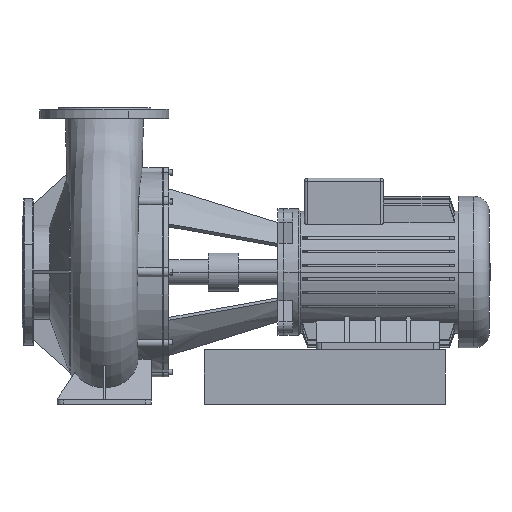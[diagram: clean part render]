
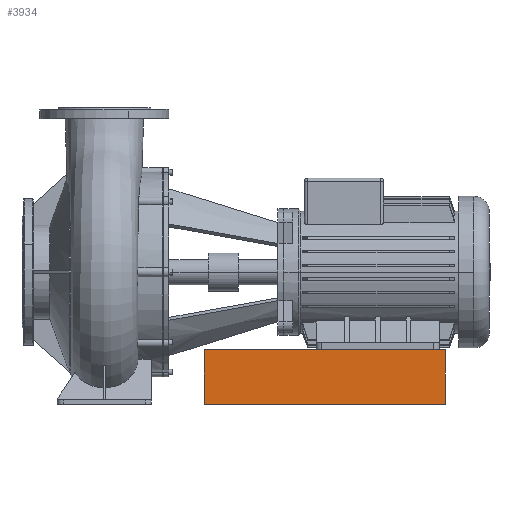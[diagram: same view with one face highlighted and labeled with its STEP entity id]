
A CAD part, front view. The second image highlights one B-rep face of the part: STEP entity #3934.
In plain terms, the highlighted free-form (B-spline) face has degree [1, 1] with [2, 2] control points.
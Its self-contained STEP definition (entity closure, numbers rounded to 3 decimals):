
#3816=CARTESIAN_POINT('',(580.0,-140.,93.0));
#3817=VERTEX_POINT('',#3816);
#3826=CARTESIAN_POINT('',(580.0,-140.,0.0));
#3827=VERTEX_POINT('',#3826);
#3828=CARTESIAN_POINT('',(580.0,-140.,0.0));
#3829=DIRECTION('',(0.0,0.0,1.0));
#3830=VECTOR('',#3829,93.0);
#3831=LINE('',#3828,#3830);
#3832=EDGE_CURVE('',#3827,#3817,#3831,.T.);
#3887=CARTESIAN_POINT('',(170.0,-140.0,93.0));
#3888=VERTEX_POINT('',#3887);
#3896=CARTESIAN_POINT('',(170.0,-140.0,0.0));
#3897=VERTEX_POINT('',#3896);
#3904=CARTESIAN_POINT('',(170.0,-140.0,0.0));
#3905=DIRECTION('',(0.0,0.0,1.0));
#3906=VECTOR('',#3905,93.0);
#3907=LINE('',#3904,#3906);
#3908=EDGE_CURVE('',#3897,#3888,#3907,.T.);
#3913=CARTESIAN_POINT('',(580.0,-140.,0.0));
#3914=CARTESIAN_POINT('',(580.0,-140.,93.0));
#3915=CARTESIAN_POINT('',(170.0,-140.0,0.0));
#3916=CARTESIAN_POINT('',(170.0,-140.0,93.0));
#3917=B_SPLINE_SURFACE_WITH_KNOTS('',1,1,((#3913,#3915),(#3914,#3916)),.UNSPECIFIED.,.F.,.F.,.U.,(2,2),(2,2),(0.0,93.0),(0.0,410.0),.UNSPECIFIED.);
#3918=CARTESIAN_POINT('',(170.0,-140.0,93.0));
#3919=DIRECTION('',(1.0,0.0,0.0));
#3920=VECTOR('',#3919,410.0);
#3921=LINE('',#3918,#3920);
#3922=EDGE_CURVE('',#3888,#3817,#3921,.T.);
#3923=ORIENTED_EDGE('',*,*,#3922,.F.);
#3924=ORIENTED_EDGE('',*,*,#3908,.F.);
#3925=CARTESIAN_POINT('',(170.0,-140.0,0.0));
#3926=DIRECTION('',(1.0,0.0,0.0));
#3927=VECTOR('',#3926,410.0);
#3928=LINE('',#3925,#3927);
#3929=EDGE_CURVE('',#3897,#3827,#3928,.T.);
#3930=ORIENTED_EDGE('',*,*,#3929,.T.);
#3931=ORIENTED_EDGE('',*,*,#3832,.T.);
#3932=EDGE_LOOP('',(#3923,#3924,#3930,#3931));
#3933=FACE_OUTER_BOUND('',#3932,.T.);
#3934=ADVANCED_FACE('',(#3933),#3917,.T.);
